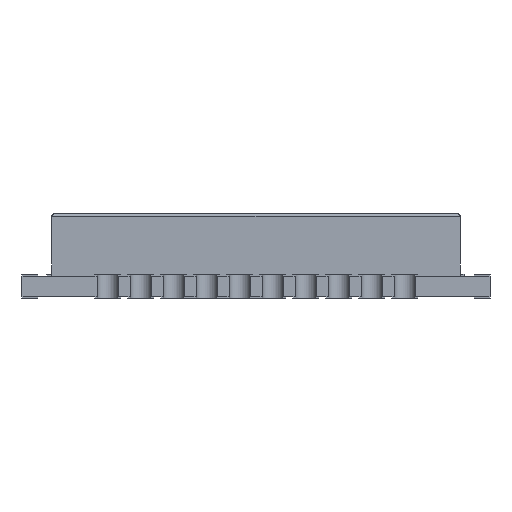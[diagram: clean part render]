
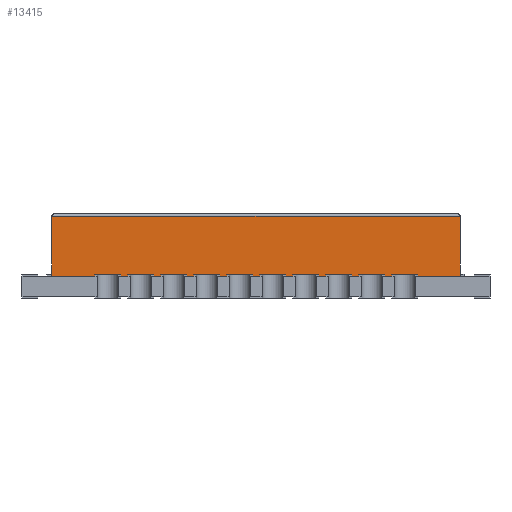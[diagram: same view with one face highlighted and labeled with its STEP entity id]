
A CAD part, front view. The second image highlights one B-rep face of the part: STEP entity #13415.
In plain terms, the highlighted planar face has unit normal (0, -1, 0).
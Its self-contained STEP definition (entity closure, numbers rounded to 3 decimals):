
#437=FACE_OUTER_BOUND('',#1140,.T.);
#1140=EDGE_LOOP('',(#9032,#9033,#9034,#9035));
#2187=LINE('',#20621,#3905);
#2190=LINE('',#20627,#3908);
#2191=LINE('',#20628,#3909);
#2192=LINE('',#20629,#3910);
#3905=VECTOR('',#15582,1000.);
#3908=VECTOR('',#15587,1000.);
#3909=VECTOR('',#15588,1000.);
#3910=VECTOR('',#15589,1000.);
#5543=VERTEX_POINT('',#20619);
#5544=VERTEX_POINT('',#20620);
#5545=VERTEX_POINT('',#20625);
#5546=VERTEX_POINT('',#20626);
#6897=EDGE_CURVE('',#5543,#5544,#2187,.T.);
#6900=EDGE_CURVE('',#5545,#5546,#2190,.T.);
#6901=EDGE_CURVE('',#5545,#5543,#2191,.T.);
#6902=EDGE_CURVE('',#5546,#5544,#2192,.T.);
#9032=ORIENTED_EDGE('',*,*,#6900,.F.);
#9033=ORIENTED_EDGE('',*,*,#6901,.T.);
#9034=ORIENTED_EDGE('',*,*,#6897,.T.);
#9035=ORIENTED_EDGE('',*,*,#6902,.F.);
#12097=PLANE('',#14139);
#13415=ADVANCED_FACE('',(#437),#12097,.T.);
#14139=AXIS2_PLACEMENT_3D('',#20624,#15585,#15586);
#15582=DIRECTION('',(0.,0.,-1.));
#15585=DIRECTION('center_axis',(0.,-1.,0.));
#15586=DIRECTION('ref_axis',(1.,0.,0.));
#15587=DIRECTION('',(0.,0.,-1.));
#15588=DIRECTION('',(-1.,0.,0.));
#15589=DIRECTION('',(-1.,0.,0.));
#20619=CARTESIAN_POINT('',(-7.85,-11.75,3.1));
#20620=CARTESIAN_POINT('',(-7.85,-11.75,0.8));
#20621=CARTESIAN_POINT('',(-7.85,-11.75,3.2));
#20624=CARTESIAN_POINT('Origin',(0.,-11.75,3.2));
#20625=CARTESIAN_POINT('',(7.85,-11.75,3.1));
#20626=CARTESIAN_POINT('',(7.85,-11.75,0.8));
#20627=CARTESIAN_POINT('',(7.85,-11.75,3.2));
#20628=CARTESIAN_POINT('',(-7.85,-11.75,3.1));
#20629=CARTESIAN_POINT('',(0.,-11.75,0.8));
